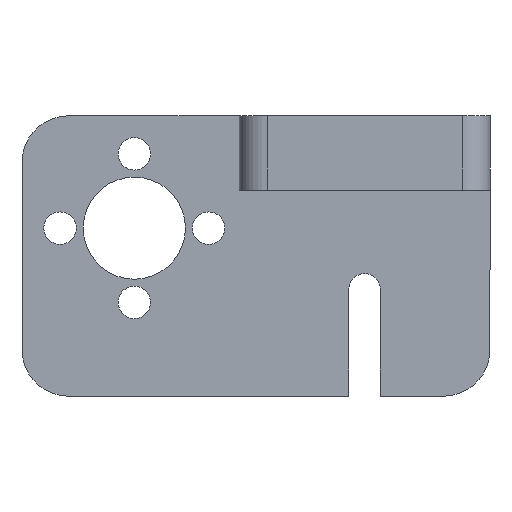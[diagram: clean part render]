
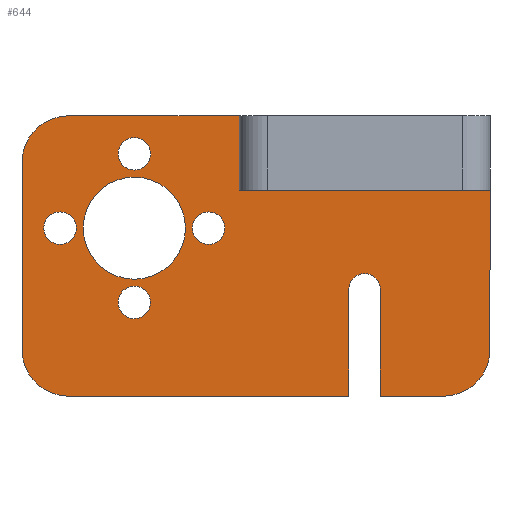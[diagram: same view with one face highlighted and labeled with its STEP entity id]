
A CAD part, front view. The second image highlights one B-rep face of the part: STEP entity #644.
In plain terms, the highlighted planar face has unit normal (0, -1, 0).
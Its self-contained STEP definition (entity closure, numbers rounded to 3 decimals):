
#45=FACE_BOUND('',#101,.T.);
#46=FACE_BOUND('',#102,.T.);
#47=FACE_BOUND('',#103,.T.);
#48=FACE_BOUND('',#104,.T.);
#49=FACE_BOUND('',#105,.T.);
#59=FACE_OUTER_BOUND('',#100,.T.);
#100=EDGE_LOOP('',(#486,#487,#488,#489,#490,#491,#492,#493,#494,#495,#496,
#497,#498));
#101=EDGE_LOOP('',(#499));
#102=EDGE_LOOP('',(#500));
#103=EDGE_LOOP('',(#501));
#104=EDGE_LOOP('',(#502));
#105=EDGE_LOOP('',(#503));
#147=LINE('',#994,#205);
#154=LINE('',#1025,#212);
#156=LINE('',#1032,#214);
#157=LINE('',#1034,#215);
#158=LINE('',#1038,#216);
#159=LINE('',#1040,#217);
#160=LINE('',#1044,#218);
#161=LINE('',#1046,#219);
#162=LINE('',#1047,#220);
#205=VECTOR('',#790,10.);
#212=VECTOR('',#819,10.);
#214=VECTOR('',#827,10.);
#215=VECTOR('',#828,10.);
#216=VECTOR('',#831,10.);
#217=VECTOR('',#832,10.);
#218=VECTOR('',#835,10.);
#219=VECTOR('',#836,10.);
#220=VECTOR('',#837,10.);
#269=CIRCLE('',#706,5.);
#270=CIRCLE('',#709,5.);
#271=CIRCLE('',#711,1.7);
#272=CIRCLE('',#712,5.);
#273=CIRCLE('',#713,1.75);
#274=CIRCLE('',#714,1.75);
#275=CIRCLE('',#715,5.5);
#276=CIRCLE('',#716,1.75);
#277=CIRCLE('',#717,1.75);
#305=VERTEX_POINT('',#991);
#306=VERTEX_POINT('',#993);
#318=VERTEX_POINT('',#1019);
#319=VERTEX_POINT('',#1023);
#320=VERTEX_POINT('',#1027);
#321=VERTEX_POINT('',#1031);
#322=VERTEX_POINT('',#1033);
#323=VERTEX_POINT('',#1035);
#324=VERTEX_POINT('',#1037);
#325=VERTEX_POINT('',#1039);
#326=VERTEX_POINT('',#1041);
#327=VERTEX_POINT('',#1043);
#328=VERTEX_POINT('',#1045);
#329=VERTEX_POINT('',#1048);
#330=VERTEX_POINT('',#1050);
#331=VERTEX_POINT('',#1052);
#332=VERTEX_POINT('',#1054);
#333=VERTEX_POINT('',#1056);
#368=EDGE_CURVE('',#306,#305,#147,.T.);
#382=EDGE_CURVE('',#305,#318,#269,.T.);
#384=EDGE_CURVE('',#318,#319,#154,.T.);
#386=EDGE_CURVE('',#319,#320,#270,.T.);
#387=EDGE_CURVE('',#320,#321,#156,.T.);
#388=EDGE_CURVE('',#321,#322,#157,.T.);
#389=EDGE_CURVE('',#322,#323,#271,.T.);
#390=EDGE_CURVE('',#323,#324,#158,.T.);
#391=EDGE_CURVE('',#324,#325,#159,.T.);
#392=EDGE_CURVE('',#325,#326,#272,.T.);
#393=EDGE_CURVE('',#326,#327,#160,.T.);
#394=EDGE_CURVE('',#328,#327,#161,.T.);
#395=EDGE_CURVE('',#306,#328,#162,.T.);
#396=EDGE_CURVE('',#329,#329,#273,.T.);
#397=EDGE_CURVE('',#330,#330,#274,.T.);
#398=EDGE_CURVE('',#331,#331,#275,.T.);
#399=EDGE_CURVE('',#332,#332,#276,.T.);
#400=EDGE_CURVE('',#333,#333,#277,.T.);
#486=ORIENTED_EDGE('',*,*,#382,.T.);
#487=ORIENTED_EDGE('',*,*,#384,.T.);
#488=ORIENTED_EDGE('',*,*,#386,.T.);
#489=ORIENTED_EDGE('',*,*,#387,.T.);
#490=ORIENTED_EDGE('',*,*,#388,.T.);
#491=ORIENTED_EDGE('',*,*,#389,.T.);
#492=ORIENTED_EDGE('',*,*,#390,.T.);
#493=ORIENTED_EDGE('',*,*,#391,.T.);
#494=ORIENTED_EDGE('',*,*,#392,.T.);
#495=ORIENTED_EDGE('',*,*,#393,.T.);
#496=ORIENTED_EDGE('',*,*,#394,.F.);
#497=ORIENTED_EDGE('',*,*,#395,.F.);
#498=ORIENTED_EDGE('',*,*,#368,.T.);
#499=ORIENTED_EDGE('',*,*,#396,.T.);
#500=ORIENTED_EDGE('',*,*,#397,.T.);
#501=ORIENTED_EDGE('',*,*,#398,.T.);
#502=ORIENTED_EDGE('',*,*,#399,.T.);
#503=ORIENTED_EDGE('',*,*,#400,.T.);
#627=PLANE('',#710);
#644=ADVANCED_FACE('',(#59,#45,#46,#47,#48,#49),#627,.T.);
#706=AXIS2_PLACEMENT_3D('',#1021,#814,#815);
#709=AXIS2_PLACEMENT_3D('',#1029,#823,#824);
#710=AXIS2_PLACEMENT_3D('',#1030,#825,#826);
#711=AXIS2_PLACEMENT_3D('',#1036,#829,#830);
#712=AXIS2_PLACEMENT_3D('',#1042,#833,#834);
#713=AXIS2_PLACEMENT_3D('',#1049,#838,#839);
#714=AXIS2_PLACEMENT_3D('',#1051,#840,#841);
#715=AXIS2_PLACEMENT_3D('',#1053,#842,#843);
#716=AXIS2_PLACEMENT_3D('',#1055,#844,#845);
#717=AXIS2_PLACEMENT_3D('',#1057,#846,#847);
#790=DIRECTION('',(1.,0.,0.));
#814=DIRECTION('center_axis',(0.,-1.,0.));
#815=DIRECTION('ref_axis',(0.707,0.,-0.707));
#819=DIRECTION('',(0.,0.,1.));
#823=DIRECTION('center_axis',(0.,-1.,0.));
#824=DIRECTION('ref_axis',(0.707,0.,0.707));
#825=DIRECTION('center_axis',(0.,-1.,0.));
#826=DIRECTION('ref_axis',(-1.,0.,0.));
#827=DIRECTION('',(-1.,0.,0.));
#828=DIRECTION('',(0.,0.,-1.));
#829=DIRECTION('center_axis',(0.,1.,0.));
#830=DIRECTION('ref_axis',(1.,0.,0.));
#831=DIRECTION('',(0.,0.,1.));
#832=DIRECTION('',(-1.,0.,0.));
#833=DIRECTION('center_axis',(0.,-1.,0.));
#834=DIRECTION('ref_axis',(-0.707,0.,0.707));
#835=DIRECTION('',(0.,0.,-1.));
#836=DIRECTION('',(-1.,0.,0.));
#837=DIRECTION('',(0.,0.,1.));
#838=DIRECTION('center_axis',(0.,1.,0.));
#839=DIRECTION('ref_axis',(-1.,0.,0.));
#840=DIRECTION('center_axis',(0.,1.,0.));
#841=DIRECTION('ref_axis',(-1.,0.,0.));
#842=DIRECTION('center_axis',(0.,1.,0.));
#843=DIRECTION('ref_axis',(-1.,0.,0.));
#844=DIRECTION('center_axis',(0.,1.,0.));
#845=DIRECTION('ref_axis',(-1.,0.,0.));
#846=DIRECTION('center_axis',(0.,1.,0.));
#847=DIRECTION('ref_axis',(-1.,0.,0.));
#991=CARTESIAN_POINT('',(101.728,257.5,53.));
#993=CARTESIAN_POINT('',(83.322,257.5,53.));
#994=CARTESIAN_POINT('',(68.923,257.5,53.));
#1019=CARTESIAN_POINT('',(106.728,257.5,58.));
#1021=CARTESIAN_POINT('Origin',(101.728,257.5,58.));
#1023=CARTESIAN_POINT('',(106.728,257.5,78.2));
#1025=CARTESIAN_POINT('',(106.728,257.5,60.55));
#1027=CARTESIAN_POINT('',(101.728,257.5,83.2));
#1029=CARTESIAN_POINT('Origin',(101.728,257.5,78.2));
#1030=CARTESIAN_POINT('Origin',(81.525,257.5,65.1));
#1031=CARTESIAN_POINT('',(71.522,257.5,83.2));
#1032=CARTESIAN_POINT('',(92.627,257.5,83.2));
#1033=CARTESIAN_POINT('',(71.522,257.5,71.7));
#1034=CARTESIAN_POINT('',(71.522,257.5,71.15));
#1035=CARTESIAN_POINT('',(68.122,257.5,71.7));
#1036=CARTESIAN_POINT('Origin',(69.822,257.5,71.7));
#1037=CARTESIAN_POINT('',(68.122,257.5,83.2));
#1038=CARTESIAN_POINT('',(68.122,257.5,65.8));
#1039=CARTESIAN_POINT('',(61.322,257.5,83.2));
#1040=CARTESIAN_POINT('',(74.823,257.5,83.2));
#1041=CARTESIAN_POINT('',(56.322,257.5,78.2));
#1042=CARTESIAN_POINT('Origin',(61.322,257.5,78.2));
#1043=CARTESIAN_POINT('',(56.322,257.5,61.));
#1044=CARTESIAN_POINT('',(56.322,257.5,71.15));
#1045=CARTESIAN_POINT('',(83.322,257.5,61.));
#1046=CARTESIAN_POINT('',(82.423,257.5,61.));
#1047=CARTESIAN_POINT('',(83.322,257.5,59.05));
#1048=CARTESIAN_POINT('',(96.378,257.5,57.1));
#1049=CARTESIAN_POINT('Origin',(94.628,257.5,57.1));
#1050=CARTESIAN_POINT('',(104.378,257.5,65.1));
#1051=CARTESIAN_POINT('Origin',(102.628,257.5,65.1));
#1052=CARTESIAN_POINT('',(100.128,257.5,65.1));
#1053=CARTESIAN_POINT('Origin',(94.628,257.5,65.1));
#1054=CARTESIAN_POINT('',(96.378,257.5,73.1));
#1055=CARTESIAN_POINT('Origin',(94.628,257.5,73.1));
#1056=CARTESIAN_POINT('',(88.378,257.5,65.1));
#1057=CARTESIAN_POINT('Origin',(86.628,257.5,65.1));
